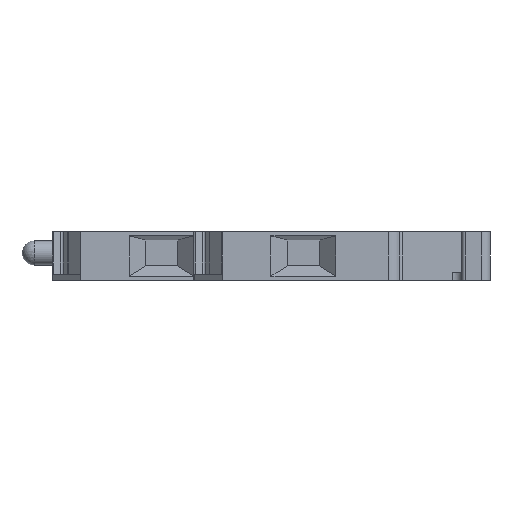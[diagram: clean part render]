
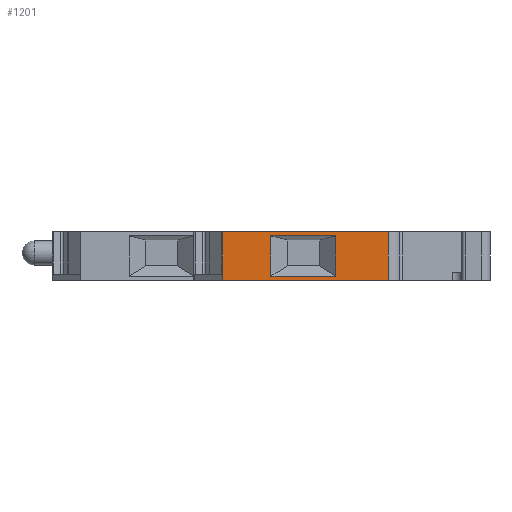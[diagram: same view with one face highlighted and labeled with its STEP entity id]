
A CAD part, left-side view. The second image highlights one B-rep face of the part: STEP entity #1201.
In plain terms, the highlighted planar face has unit normal (-1, 0, 0).
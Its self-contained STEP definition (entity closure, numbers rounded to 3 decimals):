
#1201 = ADVANCED_FACE( '    F583', ( #2708, #2709 ), #2710, .T. );
#2708 = FACE_BOUND( '', #4613, .T. );
#2709 = FACE_OUTER_BOUND( '', #4614, .T. );
#2710 = PLANE( '', #4615 );
#4613 = EDGE_LOOP( '', ( #7932, #7933, #7934, #7935 ) );
#4614 = EDGE_LOOP( '', ( #7936, #7937, #7938, #7939 ) );
#4615 = AXIS2_PLACEMENT_3D( '', #7940, #7941, #7942 );
#7932 = ORIENTED_EDGE( '', *, *, #10395, .T. );
#7933 = ORIENTED_EDGE( '', *, *, #10396, .T. );
#7934 = ORIENTED_EDGE( '', *, *, #10232, .T. );
#7935 = ORIENTED_EDGE( '', *, *, #10397, .T. );
#7936 = ORIENTED_EDGE( '', *, *, #9307, .T. );
#7937 = ORIENTED_EDGE( '', *, *, #9955, .F. );
#7938 = ORIENTED_EDGE( '', *, *, #9422, .T. );
#7939 = ORIENTED_EDGE( '', *, *, #9718, .T. );
#7940 = CARTESIAN_POINT( '', ( 27.12, -1.324, 54.69 ) );
#7941 = DIRECTION( '', ( -1., 0., 0. ) );
#7942 = DIRECTION( '', ( 0., 1., 0. ) );
#9307 = EDGE_CURVE( '', #10941, #10939, #10942, .F. );
#9422 = EDGE_CURVE( '', #11145, #11142, #11146, .T. );
#9718 = EDGE_CURVE( '', #11142, #10941, #11632, .F. );
#9955 = EDGE_CURVE( '', #11145, #10939, #12007, .F. );
#10232 = EDGE_CURVE( '', #12407, #12405, #12408, .F. );
#10395 = EDGE_CURVE( '', #12597, #12598, #12599, .T. );
#10396 = EDGE_CURVE( '', #12598, #12407, #12600, .F. );
#10397 = EDGE_CURVE( '', #12405, #12597, #12601, .T. );
#10939 = VERTEX_POINT( '', #13265 );
#10941 = VERTEX_POINT( '', #13267 );
#10942 = LINE( '', #13268, #13269 );
#11142 = VERTEX_POINT( '', #13535 );
#11145 = VERTEX_POINT( '', #13538 );
#11146 = LINE( '', #13539, #13540 );
#11632 = LINE( '', #14196, #14197 );
#12007 = LINE( '', #14706, #14707 );
#12405 = VERTEX_POINT( '', #15243 );
#12407 = VERTEX_POINT( '', #15246 );
#12408 = LINE( '', #15247, #15248 );
#12597 = VERTEX_POINT( '', #15519 );
#12598 = VERTEX_POINT( '', #15520 );
#12599 = LINE( '', #15521, #15522 );
#12600 = LINE( '', #15523, #15524 );
#12601 = LINE( '', #15525, #15526 );
#13265 = CARTESIAN_POINT( '', ( 27.12, -1.324, 54.69 ) );
#13267 = CARTESIAN_POINT( '', ( 27.12, -1.324, 48.74 ) );
#13268 = CARTESIAN_POINT( '', ( 27.12, -1.324, 54.69 ) );
#13269 = VECTOR( '', #16074, 1000. );
#13535 = CARTESIAN_POINT( '', ( 27.12, 19.08, 48.74 ) );
#13538 = CARTESIAN_POINT( '', ( 27.12, 19.08, 54.69 ) );
#13539 = CARTESIAN_POINT( '', ( 27.12, 19.08, 54.69 ) );
#13540 = VECTOR( '', #16227, 1000. );
#14196 = CARTESIAN_POINT( '', ( 27.12, -1.324, 48.74 ) );
#14197 = VECTOR( '', #16598, 1000. );
#14706 = CARTESIAN_POINT( '', ( 27.12, -13.867, 54.69 ) );
#14707 = VECTOR( '', #16923, 1000. );
#15243 = CARTESIAN_POINT( '', ( 27.12, 5.138, 54.19 ) );
#15246 = CARTESIAN_POINT( '', ( 27.12, 13.138, 54.19 ) );
#15247 = CARTESIAN_POINT( '', ( 27.12, -1.324, 54.19 ) );
#15248 = VECTOR( '', #17318, 1000. );
#15519 = CARTESIAN_POINT( '', ( 27.12, 5.138, 49.24 ) );
#15520 = CARTESIAN_POINT( '', ( 27.12, 13.138, 49.24 ) );
#15521 = CARTESIAN_POINT( '', ( 27.12, -1.324, 49.24 ) );
#15522 = VECTOR( '', #17439, 1000. );
#15523 = CARTESIAN_POINT( '', ( 27.12, 13.138, 54.69 ) );
#15524 = VECTOR( '', #17440, 1000. );
#15525 = CARTESIAN_POINT( '', ( 27.12, 5.138, 54.69 ) );
#15526 = VECTOR( '', #17441, 1000. );
#16074 = DIRECTION( '', ( 0., 0., -1. ) );
#16227 = DIRECTION( '', ( 0., 0., -1. ) );
#16598 = DIRECTION( '', ( 0., 1., 0. ) );
#16923 = DIRECTION( '', ( 0., 1., 0. ) );
#17318 = DIRECTION( '', ( 0., 1., 0. ) );
#17439 = DIRECTION( '', ( 0., 1., 0. ) );
#17440 = DIRECTION( '', ( 0., 0., -1. ) );
#17441 = DIRECTION( '', ( 0., 0., -1. ) );
